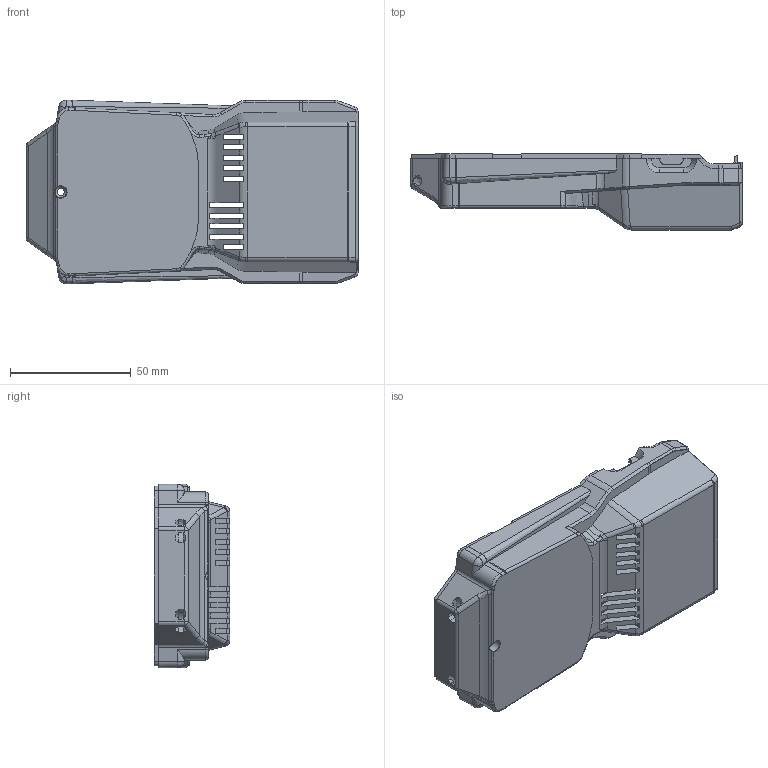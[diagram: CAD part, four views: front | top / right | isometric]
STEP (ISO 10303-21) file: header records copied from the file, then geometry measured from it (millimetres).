
FILE_DESCRIPTION(/* description */ (''),/* implementation_level */ '2;1');
FILE_NAME(/* name */ 'uCritAir Radio Bottom v3-110425-color bodies.step',/* time_stamp */ '2025-11-05T17:33:18-07:00',/* author */ (''),/* organization */ (''),/* preprocessor_version */ 'ST-DEVELOPER v20.1',/* originating_system */ 'Autodesk Translation Framework v14.17.0.0',/* authorisation */ '');
FILE_SCHEMA (('AUTOMOTIVE_DESIGN { 1 0 10303 214 3 1 1 }'));
Length unit declared in the file: millimetre
Products named in the file (1): uCritAir Radio Bottom v3-110425
Bounding box: 137.5 x 31.4 x 76 mm (x, y, z)
Volume: 41012.4 mm3; surface area: 60482.7 mm2
Topology: 5 solids, 6 shells, 854 faces, 2402 edges, 1543 vertices
Faces by surface type: plane 518, cylinder 176, bspline 127, cone 27, sphere 6
Full cylindrical faces by diameter (mm): 3 x1, 5 x3, 5.2 x1
Entity records: 31529 total; most frequent: CARTESIAN_POINT 10101, ORIENTED_EDGE 4800, DIRECTION 3994, EDGE_CURVE 2400, LINE 1640, VECTOR 1640, VERTEX_POINT 1543, AXIS2_PLACEMENT_3D 1177
